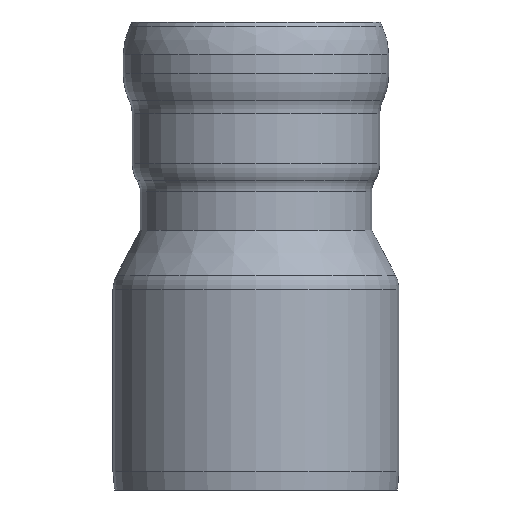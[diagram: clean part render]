
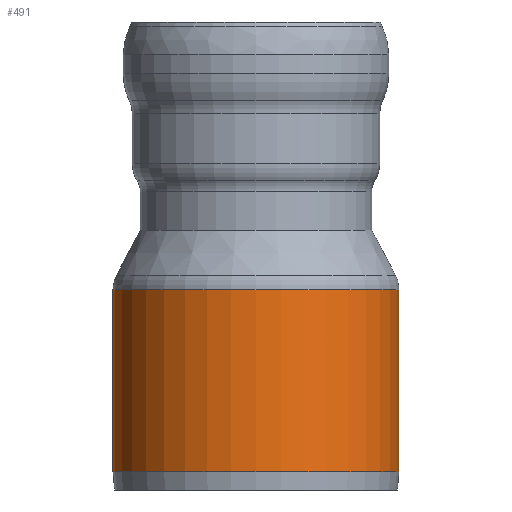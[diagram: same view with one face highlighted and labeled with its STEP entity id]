
A CAD part, front view. The second image highlights one B-rep face of the part: STEP entity #491.
In plain terms, the highlighted cylindrical face has radius 550 mm (diameter 1100 mm), a full revolution.
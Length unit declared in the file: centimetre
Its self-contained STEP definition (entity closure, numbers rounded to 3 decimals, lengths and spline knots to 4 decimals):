
#72=FACE_OUTER_BOUND('',#105,.T.);
#105=EDGE_LOOP('',(#446,#447,#448,#449,#450));
#121=LINE('',#943,#135);
#135=VECTOR('',#766,55.);
#190=CIRCLE('',#576,55.);
#192=CIRCLE('',#578,55.);
#193=CIRCLE('',#580,55.);
#237=VERTEX_POINT('',#935);
#238=VERTEX_POINT('',#936);
#239=VERTEX_POINT('',#941);
#306=EDGE_CURVE('',#237,#238,#190,.T.);
#308=EDGE_CURVE('',#238,#237,#192,.T.);
#309=EDGE_CURVE('',#239,#239,#193,.T.);
#310=EDGE_CURVE('',#239,#238,#121,.T.);
#446=ORIENTED_EDGE('',*,*,#309,.F.);
#447=ORIENTED_EDGE('',*,*,#310,.T.);
#448=ORIENTED_EDGE('',*,*,#308,.T.);
#449=ORIENTED_EDGE('',*,*,#306,.T.);
#450=ORIENTED_EDGE('',*,*,#310,.F.);
#463=CYLINDRICAL_SURFACE('',#579,55.);
#491=ADVANCED_FACE('',(#72),#463,.T.);
#576=AXIS2_PLACEMENT_3D('',#937,#756,#757);
#578=AXIS2_PLACEMENT_3D('',#939,#760,#761);
#579=AXIS2_PLACEMENT_3D('',#940,#762,#763);
#580=AXIS2_PLACEMENT_3D('',#942,#764,#765);
#756=DIRECTION('center_axis',(0.,0.,-1.));
#757=DIRECTION('ref_axis',(1.,0.,0.));
#760=DIRECTION('center_axis',(0.,0.,-1.));
#761=DIRECTION('ref_axis',(1.,0.,0.));
#762=DIRECTION('center_axis',(0.,0.,-1.));
#763=DIRECTION('ref_axis',(-1.,0.,0.));
#764=DIRECTION('center_axis',(0.,0.,-1.));
#765=DIRECTION('ref_axis',(1.,0.,0.));
#766=DIRECTION('',(0.,0.,1.));
#935=CARTESIAN_POINT('',(0.,-55.,77.0415));
#936=CARTESIAN_POINT('',(55.,0.,77.0415));
#937=CARTESIAN_POINT('Origin',(0.,0.,77.0415));
#939=CARTESIAN_POINT('Origin',(0.,0.,77.0415));
#940=CARTESIAN_POINT('Origin',(0.,0.,42.0207));
#941=CARTESIAN_POINT('',(55.,0.,7.));
#942=CARTESIAN_POINT('Origin',(0.,0.,7.));
#943=CARTESIAN_POINT('',(55.,0.,42.0207));
